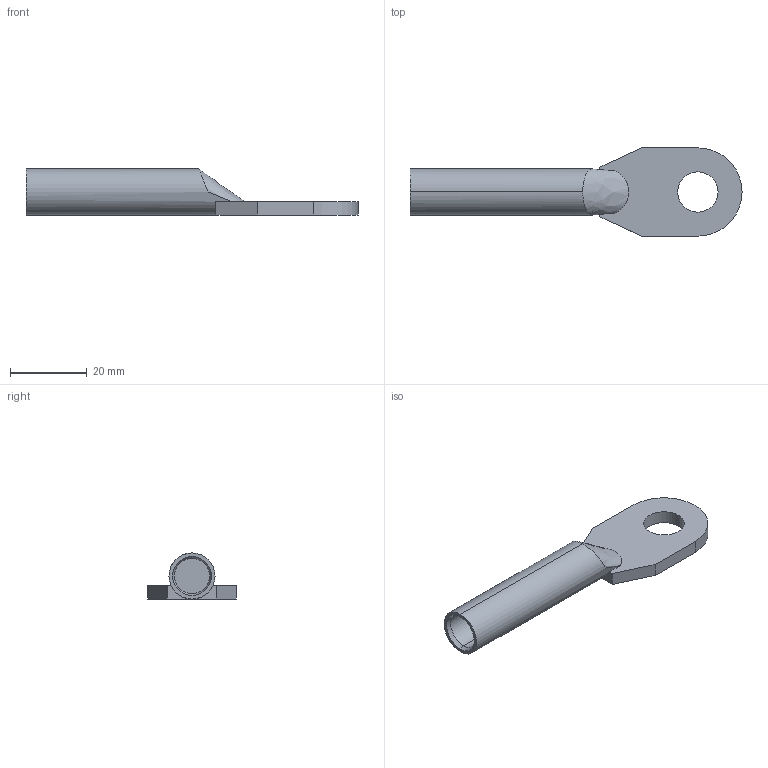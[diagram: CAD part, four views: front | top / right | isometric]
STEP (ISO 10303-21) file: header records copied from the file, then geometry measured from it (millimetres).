
FILE_DESCRIPTION (( 'STEP AP203' ), '1' );
FILE_NAME ('dt-50-10-9 侲膰翴籦鴀 DT-50-10-9 (盉).STEP', '2017-02-06T16:53:41', ( 'kuryshev' ), ( '' ), 'SwSTEP 2.0', 'SolidWorks 2010', '' );
FILE_SCHEMA (( 'CONFIG_CONTROL_DESIGN' ));
Length unit declared in the file: millimetre
Products named in the file (1): dt-50-10-9 侲膰翴籦鴀 DT-50-10-9 (盉)
Bounding box: 86.5 x 23 x 12 mm (x, y, z)
Volume: 5222.3 mm3; surface area: 4956.9 mm2
Topology: 1 solids, 1 shells, 20 faces, 49 edges, 32 vertices
Faces by surface type: plane 10, cylinder 7, cone 2, bspline 1
Entity records: 730 total; most frequent: CARTESIAN_POINT 169, DIRECTION 102, ORIENTED_EDGE 98, EDGE_CURVE 49, AXIS2_PLACEMENT_3D 37, VERTEX_POINT 32, VECTOR 28, LINE 28
